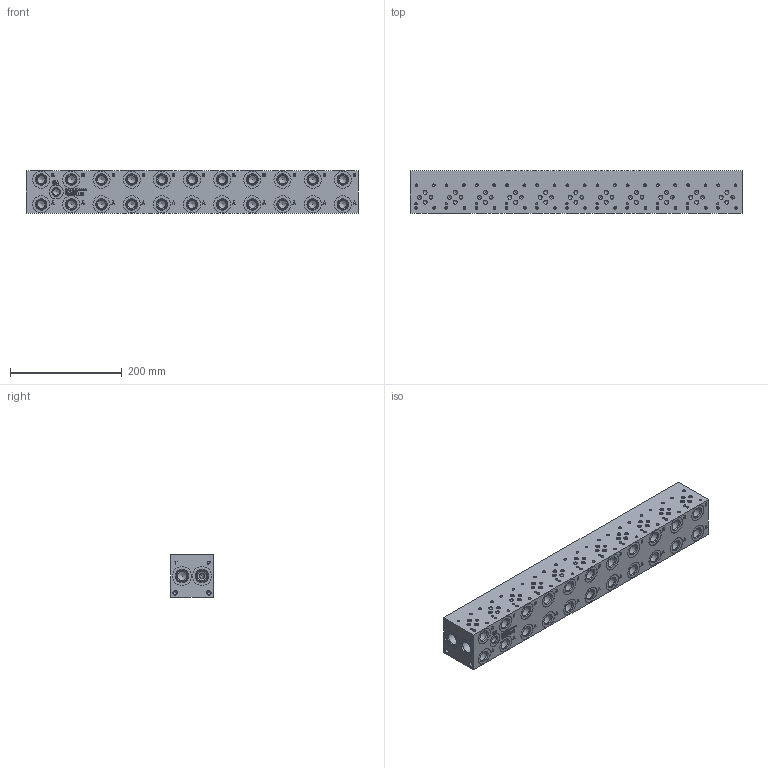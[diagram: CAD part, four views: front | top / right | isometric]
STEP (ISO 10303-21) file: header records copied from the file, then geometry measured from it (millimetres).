
FILE_DESCRIPTION(/* description */ (''),/* implementation_level */ '2;1');
FILE_NAME(/* name */ '_D03P112S.stp',/* time_stamp */ '2022-10-12T12:00:36-04:00',/* author */ ('bobbyh'),/* organization */ (''),/* preprocessor_version */ 'ST-DEVELOPER v18',/* originating_system */ 'Autodesk Inventor 2020',/* authorisation */ '');
FILE_SCHEMA (('AUTOMOTIVE_DESIGN { 1 0 10303 214 3 1 1 }'));
Length unit declared in the file: millimetre
Products named in the file (1): Part_AD03P112S_3D
Bounding box: 593.73 x 76.2 x 76.2 mm (x, y, z)
Volume: 3236631.9 mm3; surface area: 247140.7 mm2
Topology: 1 solids, 1 shells, 1441 faces, 3944 edges, 2695 vertices
Faces by surface type: plane 670, cylinder 289, bspline 268, cone 214
Full cylindrical faces by diameter (mm): 3.785 x44, 3.962 x11, 4.826 x44, 6.35 x11, 6.528 x4, 7.137 x33, 7.925 x4, 12.294 x1, 12.9 x1, 14.275 x1, 14.3 x22, 14.529 x1, 15.875 x4, 17.501 x22, 19.05 x22, 19.253 x22, 20.447 x4, 22.225 x3, 22.23 x1, 22.555 x4, 23.901 x3, 25.019 x1, 30.632 x22, 34.138 x4
Entity records: 47777 total; most frequent: CARTESIAN_POINT 11435, ORIENTED_EDGE 7628, DIRECTION 6699, EDGE_CURVE 3814, VERTEX_POINT 2695, AXIS2_PLACEMENT_3D 2247, LINE 2205, VECTOR 2205
